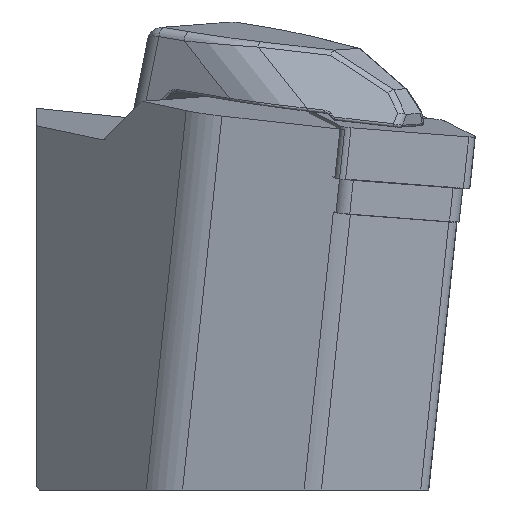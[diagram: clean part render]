
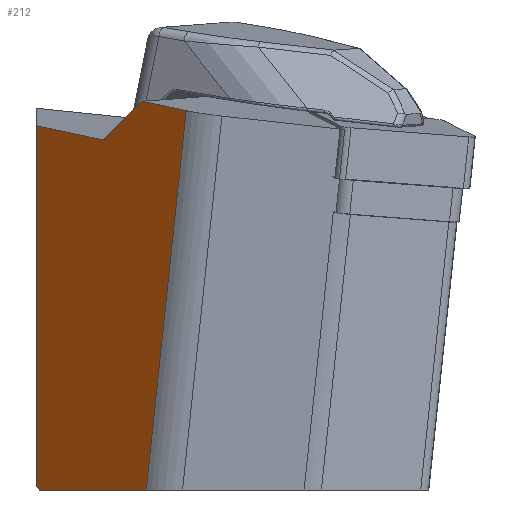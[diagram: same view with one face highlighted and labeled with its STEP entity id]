
A CAD part, left-side view. The second image highlights one B-rep face of the part: STEP entity #212.
In plain terms, the highlighted planar face has unit normal (-0.704, 0.71, 0).
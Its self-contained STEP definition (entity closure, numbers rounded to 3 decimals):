
#212=ADVANCED_FACE('',(#423),#356,.F.);
#356=PLANE('',#2494);
#423=FACE_OUTER_BOUND('',#562,.T.);
#562=EDGE_LOOP('',(#1163,#1164,#1165,#1166,#1167,#1168,#1169));
#712=LINE('',#3528,#916);
#723=LINE('',#3598,#927);
#738=LINE('',#3634,#942);
#739=LINE('',#3636,#943);
#740=LINE('',#3638,#944);
#741=LINE('',#3640,#945);
#742=LINE('',#3642,#946);
#916=VECTOR('',#2758,1.);
#927=VECTOR('',#2785,1.);
#942=VECTOR('',#2810,1.);
#943=VECTOR('',#2811,1.);
#944=VECTOR('',#2812,1.);
#945=VECTOR('',#2813,1.);
#946=VECTOR('',#2814,1.);
#1163=ORIENTED_EDGE('',*,*,#2055,.F.);
#1164=ORIENTED_EDGE('',*,*,#2091,.F.);
#1165=ORIENTED_EDGE('',*,*,#2092,.F.);
#1166=ORIENTED_EDGE('',*,*,#2093,.F.);
#1167=ORIENTED_EDGE('',*,*,#2094,.F.);
#1168=ORIENTED_EDGE('',*,*,#2095,.F.);
#1169=ORIENTED_EDGE('',*,*,#2073,.F.);
#1835=VERTEX_POINT('',#3527);
#1836=VERTEX_POINT('',#3529);
#1853=VERTEX_POINT('',#3599);
#1869=VERTEX_POINT('',#3635);
#1870=VERTEX_POINT('',#3637);
#1871=VERTEX_POINT('',#3639);
#1872=VERTEX_POINT('',#3641);
#2055=EDGE_CURVE('',#1835,#1836,#712,.T.);
#2073=EDGE_CURVE('',#1836,#1853,#723,.T.);
#2091=EDGE_CURVE('',#1869,#1835,#738,.T.);
#2092=EDGE_CURVE('',#1870,#1869,#739,.T.);
#2093=EDGE_CURVE('',#1871,#1870,#740,.T.);
#2094=EDGE_CURVE('',#1872,#1871,#741,.T.);
#2095=EDGE_CURVE('',#1853,#1872,#742,.T.);
#2494=AXIS2_PLACEMENT_3D('',#3643,#2815,#2816);
#2758=DIRECTION('',(-0.578,-0.573,0.581));
#2785=DIRECTION('',(-0.703,-0.696,-0.147));
#2810=DIRECTION('',(-0.703,-0.696,-0.147));
#2811=DIRECTION('',(0.,0.,1.));
#2812=DIRECTION('',(0.581,0.575,0.575));
#2813=DIRECTION('',(0.71,0.704,0.));
#2814=DIRECTION('',(0.105,0.104,-0.989));
#2815=DIRECTION('',(0.704,-0.71,0.));
#2816=DIRECTION('',(0.71,0.704,0.));
#3527=CARTESIAN_POINT('',(10.322,-6.1,-0.223));
#3528=CARTESIAN_POINT('',(20.376,3.864,-10.331));
#3529=CARTESIAN_POINT('',(6.827,-9.563,3.29));
#3598=CARTESIAN_POINT('',(2.78,-13.572,2.441));
#3599=CARTESIAN_POINT('',(2.78,-13.572,2.441));
#3634=CARTESIAN_POINT('',(3.219,-13.135,-1.713));
#3635=CARTESIAN_POINT('',(16.48,0.,1.069));
#3636=CARTESIAN_POINT('',(16.464,0.,-36.83));
#3637=CARTESIAN_POINT('',(16.466,0.,-31.7));
#3638=CARTESIAN_POINT('',(8.373,-8.014,-39.714));
#3639=CARTESIAN_POINT('',(16.163,-0.3,-32.));
#3640=CARTESIAN_POINT('',(6.93,-9.446,-32.));
#3641=CARTESIAN_POINT('',(6.419,-9.952,-32.));
#3642=CARTESIAN_POINT('',(6.929,-9.445,-36.826));
#3643=CARTESIAN_POINT('',(6.929,-9.445,-36.826));
